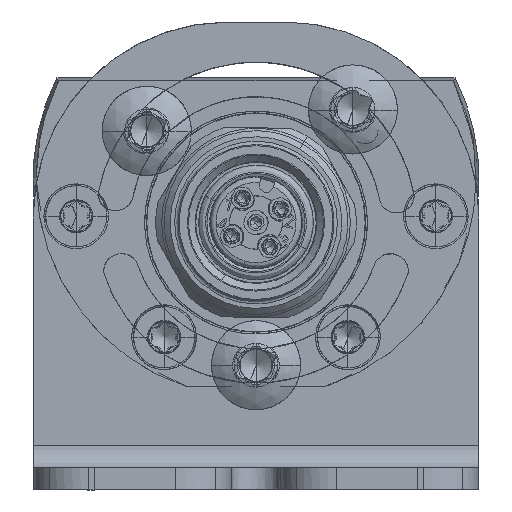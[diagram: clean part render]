
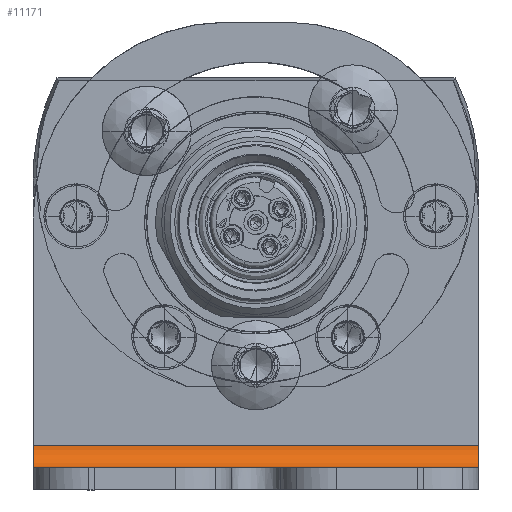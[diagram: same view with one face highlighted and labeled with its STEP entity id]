
A CAD part, front view. The second image highlights one B-rep face of the part: STEP entity #11171.
In plain terms, the highlighted cylindrical face has radius 2 mm (diameter 4 mm), a partial arc.
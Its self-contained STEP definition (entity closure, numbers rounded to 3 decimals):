
#11144=AXIS2_PLACEMENT_3D('Cylinder Axis2P3D',#11141,#11142,#11143) ;
#11157=AXIS2_PLACEMENT_3D('Circle Axis2P3D',#11155,#11156,$) ;
#11162=AXIS2_PLACEMENT_3D('Circle Axis2P3D',#11160,#11161,$) ;
#10277=CARTESIAN_POINT('Vertex',(0.005,23.,4.)) ;
#10280=CARTESIAN_POINT('Line Origine',(20.005,23.,4.)) ;
#10284=CARTESIAN_POINT('Vertex',(40.005,23.,4.)) ;
#11141=CARTESIAN_POINT('Axis2P3D Location',(20.005,21.,4.)) ;
#11146=CARTESIAN_POINT('Line Origine',(20.005,21.,2.)) ;
#11150=CARTESIAN_POINT('Vertex',(40.005,21.,2.)) ;
#11152=CARTESIAN_POINT('Vertex',(0.005,21.,2.)) ;
#11155=CARTESIAN_POINT('Axis2P3D Location',(40.005,21.,4.)) ;
#11160=CARTESIAN_POINT('Axis2P3D Location',(0.005,21.,4.)) ;
#10281=DIRECTION('Vector Direction',(1.,0.,0.)) ;
#11142=DIRECTION('Axis2P3D Direction',(-1.,0.,0.)) ;
#11143=DIRECTION('Axis2P3D XDirection',(0.,1.,0.)) ;
#11147=DIRECTION('Vector Direction',(-1.,0.,0.)) ;
#11156=DIRECTION('Axis2P3D Direction',(-1.,0.,0.)) ;
#11161=DIRECTION('Axis2P3D Direction',(-1.,0.,0.)) ;
#10282=VECTOR('Line Direction',#10281,1.) ;
#11148=VECTOR('Line Direction',#11147,1.) ;
#11166=ORIENTED_EDGE('',*,*,#11154,.F.) ;
#11167=ORIENTED_EDGE('',*,*,#11159,.T.) ;
#11168=ORIENTED_EDGE('',*,*,#10286,.F.) ;
#11169=ORIENTED_EDGE('',*,*,#11164,.F.) ;
#11171=ADVANCED_FACE('Hauptkoerper',(#11170),#11145,.F.) ;
#11158=CIRCLE('generated circle',#11157,2.) ;
#11163=CIRCLE('generated circle',#11162,2.) ;
#11145=CYLINDRICAL_SURFACE('generated cylinder',#11144,2.) ;
#10286=EDGE_CURVE('',#10278,#10285,#10283,.T.) ;
#11154=EDGE_CURVE('',#11151,#11153,#11149,.T.) ;
#11159=EDGE_CURVE('',#11151,#10285,#11158,.F.) ;
#11164=EDGE_CURVE('',#11153,#10278,#11163,.F.) ;
#11165=EDGE_LOOP('',(#11166,#11167,#11168,#11169)) ;
#11170=FACE_OUTER_BOUND('',#11165,.T.) ;
#10283=LINE('Line',#10280,#10282) ;
#11149=LINE('Line',#11146,#11148) ;
#10278=VERTEX_POINT('',#10277) ;
#10285=VERTEX_POINT('',#10284) ;
#11151=VERTEX_POINT('',#11150) ;
#11153=VERTEX_POINT('',#11152) ;
